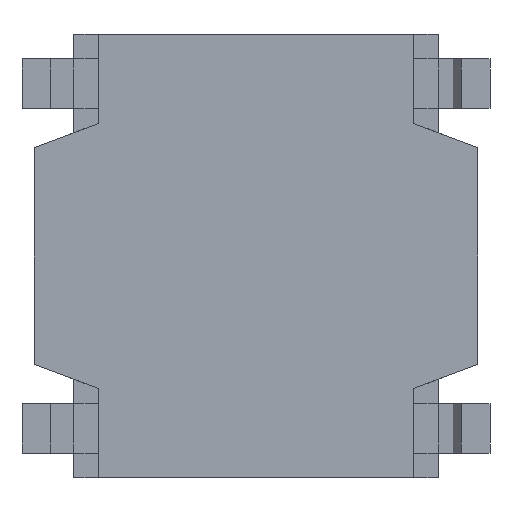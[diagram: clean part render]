
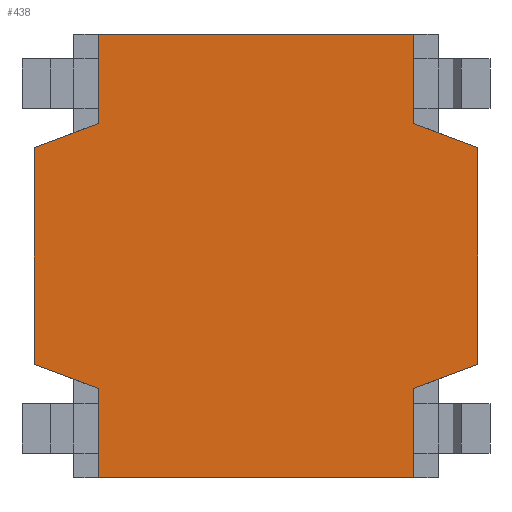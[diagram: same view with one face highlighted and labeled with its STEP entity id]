
A CAD part, front view. The second image highlights one B-rep face of the part: STEP entity #438.
In plain terms, the highlighted planar face has unit normal (0, -1, 0).
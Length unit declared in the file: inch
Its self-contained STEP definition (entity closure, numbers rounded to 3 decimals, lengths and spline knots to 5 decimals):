
#94 = CARTESIAN_POINT ( 'NONE',  ( -0.06299, 0.00197, -0.07669 ) ) ;
#122 = B_SPLINE_CURVE_WITH_KNOTS ( 'NONE', 3,
 ( #3713, #608, #3015, #633 ),
 .UNSPECIFIED., .F., .F.,
 ( 4, 4 ),
 ( 0., 1. ),
 .UNSPECIFIED. ) ;
#138 = CARTESIAN_POINT ( 'NONE',  ( 0.06299, 0.00197, -0.08858 ) ) ;
#282 = VERTEX_POINT ( 'NONE', #4778 ) ;
#286 = CARTESIAN_POINT ( 'NONE',  ( -0.08858, 0.00197, -0.04331 ) ) ;
#301 = CARTESIAN_POINT ( 'NONE',  ( -0.06299, 0.00197, 0.0529 ) ) ;
#317 = ORIENTED_EDGE ( 'NONE', *, *, #3981, .F. ) ;
#377 = EDGE_CURVE ( 'NONE', #3750, #3699, #1803, .T. ) ;
#438 = ADVANCED_FACE ( 'NONE', ( #1212 ), #3137, .F. ) ;
#439 = B_SPLINE_CURVE_WITH_KNOTS ( 'NONE', 3,
 ( #2481, #4490, #3280, #2885 ),
 .UNSPECIFIED., .F., .F.,
 ( 4, 4 ),
 ( 0., 1. ),
 .UNSPECIFIED. ) ;
#543 = EDGE_CURVE ( 'NONE', #1688, #4235, #1873, .T. ) ;
#602 = ORIENTED_EDGE ( 'NONE', *, *, #543, .F. ) ;
#608 = CARTESIAN_POINT ( 'NONE',  ( 0.08858, 0.00197, 0.01444 ) ) ;
#633 = CARTESIAN_POINT ( 'NONE',  ( 0.08858, 0.00197, -0.04331 ) ) ;
#640 = B_SPLINE_CURVE_WITH_KNOTS ( 'NONE', 3,
 ( #1254, #814, #2376, #3257 ),
 .UNSPECIFIED., .F., .F.,
 ( 4, 4 ),
 ( 0., 1. ),
 .UNSPECIFIED. ) ;
#642 = CARTESIAN_POINT ( 'NONE',  ( 0.06299, 0.00197, 0.0529 ) ) ;
#687 = CARTESIAN_POINT ( 'NONE',  ( 0.08005, 0.00197, -0.04651 ) ) ;
#742 = B_SPLINE_CURVE_WITH_KNOTS ( 'NONE', 3,
 ( #4658, #3478, #3191, #1598 ),
 .UNSPECIFIED., .F., .F.,
 ( 4, 4 ),
 ( 0., 1. ),
 .UNSPECIFIED. ) ;
#814 = CARTESIAN_POINT ( 'NONE',  ( 0.021, 0.00197, -0.08858 ) ) ;
#835 = ORIENTED_EDGE ( 'NONE', *, *, #3016, .F. ) ;
#871 = CARTESIAN_POINT ( 'NONE',  ( -0.08858, 0.00197, -0.04331 ) ) ;
#932 = CARTESIAN_POINT ( 'NONE',  ( 0.06299, 0.00197, 0.0529 ) ) ;
#935 = CARTESIAN_POINT ( 'NONE',  ( -0.06299, 0.00197, -0.08858 ) ) ;
#1018 = CARTESIAN_POINT ( 'NONE',  ( 0.06299, 0.00197, -0.0529 ) ) ;
#1049 = CARTESIAN_POINT ( 'NONE',  ( 0.08858, 0.00197, -0.04331 ) ) ;
#1074 = CARTESIAN_POINT ( 'NONE',  ( 0.06299, 0.00197, -0.0529 ) ) ;
#1077 = EDGE_CURVE ( 'NONE', #4235, #4655, #439, .T. ) ;
#1118 = DIRECTION ( 'NONE',  ( -1., 0., 0. ) ) ;
#1133 = EDGE_CURVE ( 'NONE', #5091, #1617, #1181, .T. ) ;
#1145 = B_SPLINE_CURVE_WITH_KNOTS ( 'NONE', 3,
 ( #935, #94, #1680, #3247 ),
 .UNSPECIFIED., .F., .F.,
 ( 4, 4 ),
 ( 0., 1. ),
 .UNSPECIFIED. ) ;
#1181 = B_SPLINE_CURVE_WITH_KNOTS ( 'NONE', 3,
 ( #1897, #687, #4588, #1074 ),
 .UNSPECIFIED., .F., .F.,
 ( 4, 4 ),
 ( 0., 1. ),
 .UNSPECIFIED. ) ;
#1212 = FACE_OUTER_BOUND ( 'NONE', #1391, .T. ) ;
#1254 = CARTESIAN_POINT ( 'NONE',  ( 0.06299, 0.00197, -0.08858 ) ) ;
#1330 = CARTESIAN_POINT ( 'NONE',  ( -0.08858, 0.00197, -0.04331 ) ) ;
#1331 = VERTEX_POINT ( 'NONE', #2369 ) ;
#1358 = ORIENTED_EDGE ( 'NONE', *, *, #377, .F. ) ;
#1391 = EDGE_LOOP ( 'NONE', ( #3269, #602, #4679, #1571, #1358, #1641, #317, #835, #2786, #3056, #4379, #1531 ) ) ;
#1396 = CARTESIAN_POINT ( 'NONE',  ( -0.06299, 0.00197, 0.07669 ) ) ;
#1397 = CARTESIAN_POINT ( 'NONE',  ( -0.08858, 0.00197, 0.04331 ) ) ;
#1531 = ORIENTED_EDGE ( 'NONE', *, *, #5073, .F. ) ;
#1552 = DIRECTION ( 'NONE',  ( 0., 1., 0. ) ) ;
#1567 = CARTESIAN_POINT ( 'NONE',  ( -0.06299, 0.00197, -0.0529 ) ) ;
#1571 = ORIENTED_EDGE ( 'NONE', *, *, #1918, .F. ) ;
#1598 = CARTESIAN_POINT ( 'NONE',  ( 0.06299, 0.00197, -0.08858 ) ) ;
#1617 = VERTEX_POINT ( 'NONE', #1018 ) ;
#1623 = CARTESIAN_POINT ( 'NONE',  ( 0.06299, 0.00197, 0.08858 ) ) ;
#1641 = ORIENTED_EDGE ( 'NONE', *, *, #5077, .F. ) ;
#1680 = CARTESIAN_POINT ( 'NONE',  ( -0.06299, 0.00197, -0.0648 ) ) ;
#1688 = VERTEX_POINT ( 'NONE', #4283 ) ;
#1694 = EDGE_CURVE ( 'NONE', #1617, #4186, #742, .T. ) ;
#1780 = CARTESIAN_POINT ( 'NONE',  ( -0.06299, 0.00197, 0.0648 ) ) ;
#1803 = B_SPLINE_CURVE_WITH_KNOTS ( 'NONE', 3,
 ( #1397, #4532, #1808, #2573 ),
 .UNSPECIFIED., .F., .F.,
 ( 4, 4 ),
 ( 0., 1. ),
 .UNSPECIFIED. ) ;
#1808 = CARTESIAN_POINT ( 'NONE',  ( -0.07152, 0.00197, 0.0497 ) ) ;
#1813 = CARTESIAN_POINT ( 'NONE',  ( -0.08858, 0.00197, 0.04331 ) ) ;
#1873 = B_SPLINE_CURVE_WITH_KNOTS ( 'NONE', 3,
 ( #1623, #4854, #2036, #932 ),
 .UNSPECIFIED., .F., .F.,
 ( 4, 4 ),
 ( 0., 1. ),
 .UNSPECIFIED. ) ;
#1897 = CARTESIAN_POINT ( 'NONE',  ( 0.08858, 0.00197, -0.04331 ) ) ;
#1902 = VERTEX_POINT ( 'NONE', #2959 ) ;
#1918 = EDGE_CURVE ( 'NONE', #3699, #1902, #2572, .T. ) ;
#2036 = CARTESIAN_POINT ( 'NONE',  ( 0.06299, 0.00197, 0.0648 ) ) ;
#2218 = CARTESIAN_POINT ( 'NONE',  ( -0.021, 0.00197, 0.08858 ) ) ;
#2369 = CARTESIAN_POINT ( 'NONE',  ( -0.06299, 0.00197, -0.0529 ) ) ;
#2370 = CARTESIAN_POINT ( 'NONE',  ( -0.06299, 0.00197, 0.0529 ) ) ;
#2376 = CARTESIAN_POINT ( 'NONE',  ( -0.021, 0.00197, -0.08858 ) ) ;
#2481 = CARTESIAN_POINT ( 'NONE',  ( 0.06299, 0.00197, 0.0529 ) ) ;
#2572 = B_SPLINE_CURVE_WITH_KNOTS ( 'NONE', 3,
 ( #301, #1780, #1396, #4504 ),
 .UNSPECIFIED., .F., .F.,
 ( 4, 4 ),
 ( 0., 1. ),
 .UNSPECIFIED. ) ;
#2573 = CARTESIAN_POINT ( 'NONE',  ( -0.06299, 0.00197, 0.0529 ) ) ;
#2739 = CARTESIAN_POINT ( 'NONE',  ( 0.09744, 0.00197, -0.09744 ) ) ;
#2768 = EDGE_CURVE ( 'NONE', #1902, #1688, #3538, .T. ) ;
#2786 = ORIENTED_EDGE ( 'NONE', *, *, #4489, .F. ) ;
#2885 = CARTESIAN_POINT ( 'NONE',  ( 0.08858, 0.00197, 0.04331 ) ) ;
#2907 = AXIS2_PLACEMENT_3D ( 'NONE', #2739, #1552, #1118 ) ;
#2959 = CARTESIAN_POINT ( 'NONE',  ( -0.06299, 0.00197, 0.08858 ) ) ;
#3015 = CARTESIAN_POINT ( 'NONE',  ( 0.08858, 0.00197, -0.01444 ) ) ;
#3016 = EDGE_CURVE ( 'NONE', #282, #1331, #1145, .T. ) ;
#3037 = CARTESIAN_POINT ( 'NONE',  ( -0.06299, 0.00197, 0.08858 ) ) ;
#3056 = ORIENTED_EDGE ( 'NONE', *, *, #1694, .F. ) ;
#3130 = CARTESIAN_POINT ( 'NONE',  ( -0.07152, 0.00197, -0.0497 ) ) ;
#3137 = PLANE ( 'NONE',  #2907 ) ;
#3191 = CARTESIAN_POINT ( 'NONE',  ( 0.06299, 0.00197, -0.07669 ) ) ;
#3247 = CARTESIAN_POINT ( 'NONE',  ( -0.06299, 0.00197, -0.0529 ) ) ;
#3257 = CARTESIAN_POINT ( 'NONE',  ( -0.06299, 0.00197, -0.08858 ) ) ;
#3269 = ORIENTED_EDGE ( 'NONE', *, *, #1077, .F. ) ;
#3280 = CARTESIAN_POINT ( 'NONE',  ( 0.08005, 0.00197, 0.04651 ) ) ;
#3478 = CARTESIAN_POINT ( 'NONE',  ( 0.06299, 0.00197, -0.0648 ) ) ;
#3538 = B_SPLINE_CURVE_WITH_KNOTS ( 'NONE', 3,
 ( #3037, #2218, #4136, #4559 ),
 .UNSPECIFIED., .F., .F.,
 ( 4, 4 ),
 ( 0., 1. ),
 .UNSPECIFIED. ) ;
#3699 = VERTEX_POINT ( 'NONE', #2370 ) ;
#3713 = CARTESIAN_POINT ( 'NONE',  ( 0.08858, 0.00197, 0.04331 ) ) ;
#3750 = VERTEX_POINT ( 'NONE', #4752 ) ;
#3765 = CARTESIAN_POINT ( 'NONE',  ( 0.08858, 0.00197, 0.04331 ) ) ;
#3965 = CARTESIAN_POINT ( 'NONE',  ( -0.08005, 0.00197, -0.04651 ) ) ;
#3981 = EDGE_CURVE ( 'NONE', #1331, #4906, #4507, .T. ) ;
#4136 = CARTESIAN_POINT ( 'NONE',  ( 0.021, 0.00197, 0.08858 ) ) ;
#4186 = VERTEX_POINT ( 'NONE', #138 ) ;
#4235 = VERTEX_POINT ( 'NONE', #642 ) ;
#4283 = CARTESIAN_POINT ( 'NONE',  ( 0.06299, 0.00197, 0.08858 ) ) ;
#4379 = ORIENTED_EDGE ( 'NONE', *, *, #1133, .F. ) ;
#4489 = EDGE_CURVE ( 'NONE', #4186, #282, #640, .T. ) ;
#4490 = CARTESIAN_POINT ( 'NONE',  ( 0.07152, 0.00197, 0.0497 ) ) ;
#4504 = CARTESIAN_POINT ( 'NONE',  ( -0.06299, 0.00197, 0.08858 ) ) ;
#4507 = B_SPLINE_CURVE_WITH_KNOTS ( 'NONE', 3,
 ( #1567, #3130, #3965, #871 ),
 .UNSPECIFIED., .F., .F.,
 ( 4, 4 ),
 ( 0., 1. ),
 .UNSPECIFIED. ) ;
#4532 = CARTESIAN_POINT ( 'NONE',  ( -0.08005, 0.00197, 0.04651 ) ) ;
#4559 = CARTESIAN_POINT ( 'NONE',  ( 0.06299, 0.00197, 0.08858 ) ) ;
#4588 = CARTESIAN_POINT ( 'NONE',  ( 0.07152, 0.00197, -0.0497 ) ) ;
#4655 = VERTEX_POINT ( 'NONE', #3765 ) ;
#4658 = CARTESIAN_POINT ( 'NONE',  ( 0.06299, 0.00197, -0.0529 ) ) ;
#4679 = ORIENTED_EDGE ( 'NONE', *, *, #2768, .F. ) ;
#4752 = CARTESIAN_POINT ( 'NONE',  ( -0.08858, 0.00197, 0.04331 ) ) ;
#4778 = CARTESIAN_POINT ( 'NONE',  ( -0.06299, 0.00197, -0.08858 ) ) ;
#4854 = CARTESIAN_POINT ( 'NONE',  ( 0.06299, 0.00197, 0.07669 ) ) ;
#4906 = VERTEX_POINT ( 'NONE', #1330 ) ;
#4913 = CARTESIAN_POINT ( 'NONE',  ( -0.08858, 0.00197, -0.01444 ) ) ;
#4915 = B_SPLINE_CURVE_WITH_KNOTS ( 'NONE', 3,
 ( #286, #4913, #4966, #1813 ),
 .UNSPECIFIED., .F., .F.,
 ( 4, 4 ),
 ( 0., 1. ),
 .UNSPECIFIED. ) ;
#4966 = CARTESIAN_POINT ( 'NONE',  ( -0.08858, 0.00197, 0.01444 ) ) ;
#5073 = EDGE_CURVE ( 'NONE', #4655, #5091, #122, .T. ) ;
#5077 = EDGE_CURVE ( 'NONE', #4906, #3750, #4915, .T. ) ;
#5091 = VERTEX_POINT ( 'NONE', #1049 ) ;
